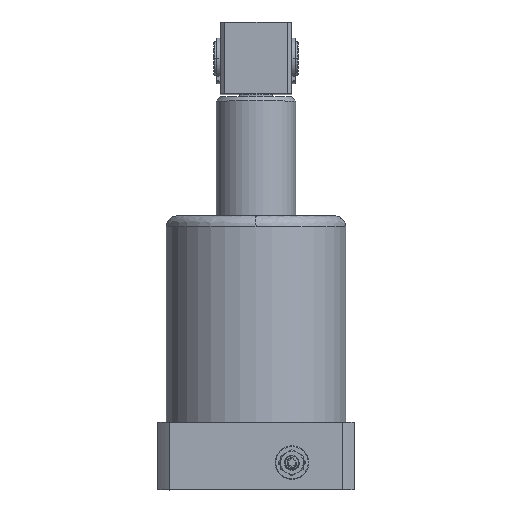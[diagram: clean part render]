
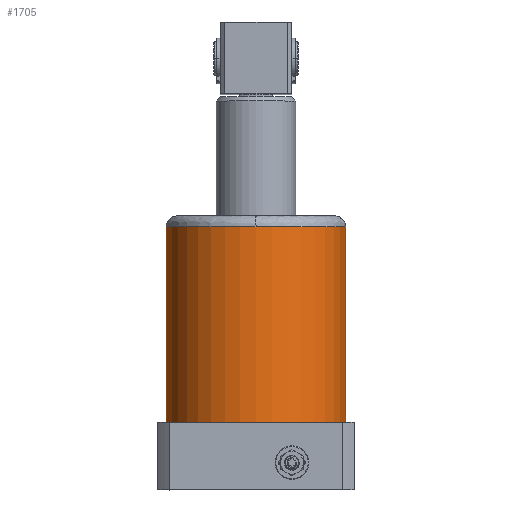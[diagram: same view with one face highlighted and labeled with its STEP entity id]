
A CAD part, top view. The second image highlights one B-rep face of the part: STEP entity #1705.
In plain terms, the highlighted cylindrical face has radius 40 mm (diameter 80 mm), a partial arc.
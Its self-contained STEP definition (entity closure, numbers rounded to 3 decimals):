
#285 = EDGE_CURVE ( 'NONE', #12070, #13363, #1722, .T. ) ;
#1033 = VECTOR ( 'NONE', #10161, 1000. ) ;
#1242 = CARTESIAN_POINT ( 'NONE',  ( 0., 30., 0. ) ) ;
#1540 = DIRECTION ( 'NONE',  ( 0., -1., 0. ) ) ;
#1705 = ADVANCED_FACE ( 'NONE', ( #2440 ), #10568, .T. ) ;
#1722 = CIRCLE ( 'NONE', #1932, 40. ) ;
#1794 = DIRECTION ( 'NONE',  ( 0., 1., 0. ) ) ;
#1932 = AXIS2_PLACEMENT_3D ( 'NONE', #13751, #16749, #10171 ) ;
#1976 = AXIS2_PLACEMENT_3D ( 'NONE', #1242, #1540, #16470 ) ;
#2440 = FACE_OUTER_BOUND ( 'NONE', #16690, .T. ) ;
#2874 = ORIENTED_EDGE ( 'NONE', *, *, #11206, .F. ) ;
#3098 = LINE ( 'NONE', #7966, #7041 ) ;
#3265 = ORIENTED_EDGE ( 'NONE', *, *, #7340, .F. ) ;
#4836 = EDGE_CURVE ( 'NONE', #11498, #4853, #7894, .T. ) ;
#4853 = VERTEX_POINT ( 'NONE', #19606 ) ;
#6565 = EDGE_CURVE ( 'NONE', #11498, #13363, #21458, .T. ) ;
#7041 = VECTOR ( 'NONE', #9643, 1000. ) ;
#7340 = EDGE_CURVE ( 'NONE', #13208, #12070, #11501, .T. ) ;
#7894 = CIRCLE ( 'NONE', #1976, 40. ) ;
#7966 = CARTESIAN_POINT ( 'NONE',  ( -40., 30., 0. ) ) ;
#8400 = DIRECTION ( 'NONE',  ( -1., 0., 0. ) ) ;
#9643 = DIRECTION ( 'NONE',  ( 0., 1., 0. ) ) ;
#10158 = CARTESIAN_POINT ( 'NONE',  ( 0., 30., 0. ) ) ;
#10161 = DIRECTION ( 'NONE',  ( 0., 1., 0. ) ) ;
#10171 = DIRECTION ( 'NONE',  ( 0., 0., 1. ) ) ;
#10428 = ORIENTED_EDGE ( 'NONE', *, *, #4836, .F. ) ;
#10568 = CYLINDRICAL_SURFACE ( 'NONE', #11208, 40. ) ;
#10855 = CARTESIAN_POINT ( 'NONE',  ( 0., 117., 40. ) ) ;
#11064 = DIRECTION ( 'NONE',  ( 0., 1., 0. ) ) ;
#11206 = EDGE_CURVE ( 'NONE', #4853, #13208, #3098, .T. ) ;
#11208 = AXIS2_PLACEMENT_3D ( 'NONE', #10158, #1794, #8400 ) ;
#11498 = VERTEX_POINT ( 'NONE', #17760 ) ;
#11501 = CIRCLE ( 'NONE', #14910, 40. ) ;
#12067 = CARTESIAN_POINT ( 'NONE',  ( 40., 30., 0. ) ) ;
#12070 = VERTEX_POINT ( 'NONE', #10855 ) ;
#12768 = CARTESIAN_POINT ( 'NONE',  ( 40., 117., 0. ) ) ;
#12774 = DIRECTION ( 'NONE',  ( 0., 0., 1. ) ) ;
#13208 = VERTEX_POINT ( 'NONE', #19102 ) ;
#13363 = VERTEX_POINT ( 'NONE', #12768 ) ;
#13751 = CARTESIAN_POINT ( 'NONE',  ( 0., 117., 0. ) ) ;
#14081 = ORIENTED_EDGE ( 'NONE', *, *, #6565, .T. ) ;
#14910 = AXIS2_PLACEMENT_3D ( 'NONE', #21150, #11064, #12774 ) ;
#16470 = DIRECTION ( 'NONE',  ( -1., 0., 0. ) ) ;
#16690 = EDGE_LOOP ( 'NONE', ( #10428, #14081, #17124, #3265, #2874 ) ) ;
#16749 = DIRECTION ( 'NONE',  ( 0., 1., 0. ) ) ;
#17124 = ORIENTED_EDGE ( 'NONE', *, *, #285, .F. ) ;
#17760 = CARTESIAN_POINT ( 'NONE',  ( 40., 30., 0. ) ) ;
#19102 = CARTESIAN_POINT ( 'NONE',  ( -40., 117., 0. ) ) ;
#19606 = CARTESIAN_POINT ( 'NONE',  ( -40., 30., 0. ) ) ;
#21150 = CARTESIAN_POINT ( 'NONE',  ( 0., 117., 0. ) ) ;
#21458 = LINE ( 'NONE', #12067, #1033 ) ;
